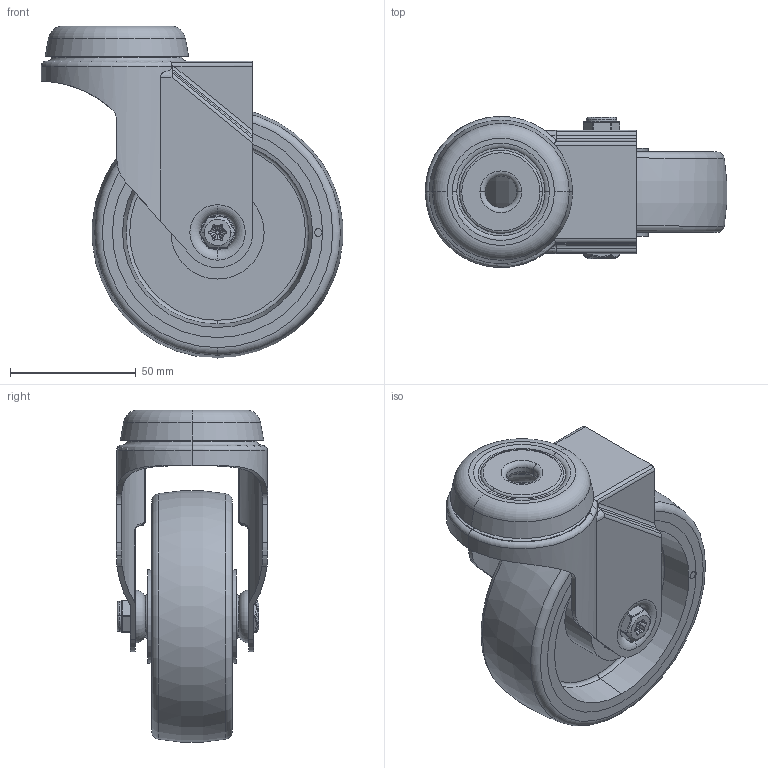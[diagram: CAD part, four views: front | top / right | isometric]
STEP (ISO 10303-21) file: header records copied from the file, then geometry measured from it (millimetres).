
FILE_DESCRIPTION(('STEP AP203'),'1');
FILE_NAME('BZM100GRECBJBH12.STEP','2023-06-14T10:45:14',(' '),(' '),'Spatial InterOp 3D',' ',' ');
FILE_SCHEMA(('CONFIG_CONTROL_DESIGN'));
Length unit declared in the file: metre
Products named in the file (25): BZM100ASBH12; ZINC PLATED PRESSED STEEL FORKS; ZINC PLATED PRESSED STEEL HEAD; BZM100GRECBJBH12; GREY ELECTRICALLY CONDUCTIVE RUBBER TYRE; GREY ELECTRICALLY CONDUCTIVE RUBBER TYRE Geometry; EC SPOT; BZM100WGRECBJM102; Pattern; Component4; BEARING; INSIDE; OUTTER; Pattern-1; BEARING-1; POLYPROPYLENE RIM; BZM100WGRECBJM10; TUBEM10X37; ZINC PLATED AXLE TUBE; BOLTBZM8MM; ZINC PLATED AXLE BOLT; NYLOC NUT; NUT; RUBBER; NYLOCM8Z
Assembly tree (39 placements, depth 6):
  BZM100GRECBJBH12
    BZM100ASBH12
      ZINC PLATED PRESSED STEEL FORKS
      ZINC PLATED PRESSED STEEL HEAD
    BZM100WGRECBJM10
      BZM100WGRECBJM102
        GREY ELECTRICALLY CONDUCTIVE RUBBER TYRE
          GREY ELECTRICALLY CONDUCTIVE RUBBER TYRE Geometry
          EC SPOT
        BEARING
          Pattern
            Component4  x7
          INSIDE
          OUTTER
        BEARING-1
          Pattern-1
            Component4  x7
          INSIDE
          OUTTER
        POLYPROPYLENE RIM
    TUBEM10X37
      ZINC PLATED AXLE TUBE
    BOLTBZM8MM
      ZINC PLATED AXLE BOLT
    NYLOCM8Z
      NYLOC NUT
        NUT
        RUBBER
Bounding box: 119.69 x 60 x 131.86 mm (x, y, z)
Volume: 205828.8 mm3; surface area: 101292 mm2
Topology: 27 solids, 27 shells, 503 faces, 1182 edges, 694 vertices
Faces by surface type: cylinder 206, torus 116, plane 83, sphere 60, bspline 26, cone 10, extrusion 2
Entity records: 22971 total; most frequent: CARTESIAN_POINT 11324, DIRECTION 2441, ORIENTED_EDGE 2032, AXIS2_PLACEMENT_3D 1077, EDGE_CURVE 1016, VERTEX_POINT 624, CIRCLE 590, EDGE_LOOP 484
